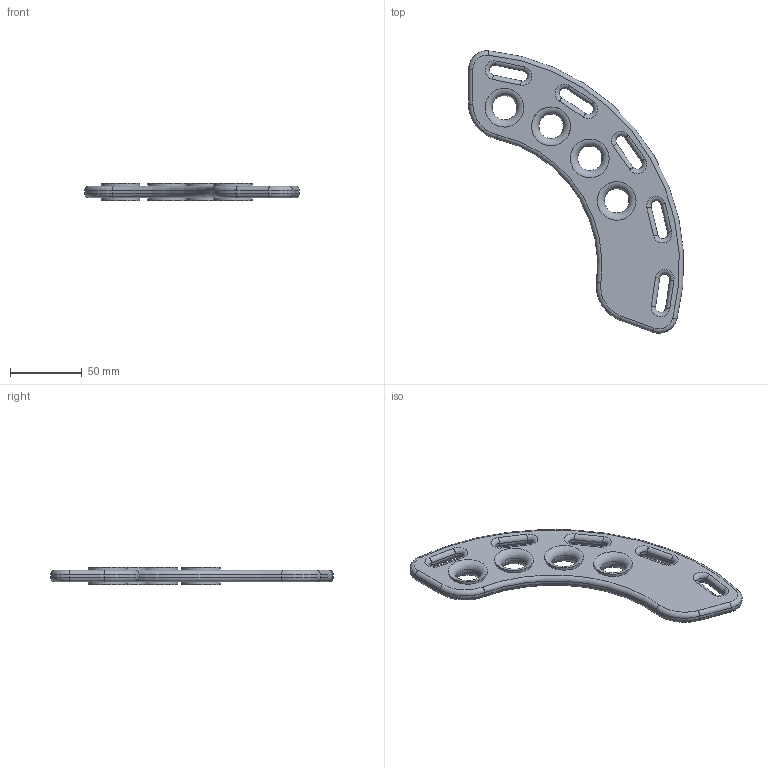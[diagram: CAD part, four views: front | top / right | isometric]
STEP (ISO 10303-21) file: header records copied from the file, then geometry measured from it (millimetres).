
FILE_DESCRIPTION(/* description */ (''),/* implementation_level */ '2;1');
FILE_NAME(/* name */ 'JB08.stp',/* time_stamp */ '2016-11-16T13:55:00+01:00',/* author */ ('nicola'),/* organization */ (''),/* preprocessor_version */ 'ST-DEVELOPER v16.5',/* originating_system */ 'Autodesk Inventor 2017',/* authorisation */ '');
FILE_SCHEMA (('AUTOMOTIVE_DESIGN { 1 0 10303 214 3 1 1 }'));
Length unit declared in the file: millimetre
Products named in the file (1): JB08
Bounding box: 149.73 x 196.78 x 12 mm (x, y, z)
Volume: 93561.1 mm3; surface area: 31305.5 mm2
Topology: 1 solids, 1 shells, 106 faces, 244 edges, 140 vertices
Faces by surface type: cylinder 52, torus 40, plane 14
Full cylindrical faces by diameter (mm): 17 x4, 27 x8
Entity records: 2918 total; most frequent: DIRECTION 578, CARTESIAN_POINT 463, ORIENTED_EDGE 440, AXIS2_PLACEMENT_3D 251, EDGE_CURVE 220, EDGE_LOOP 144, CIRCLE 144, VERTEX_POINT 136
